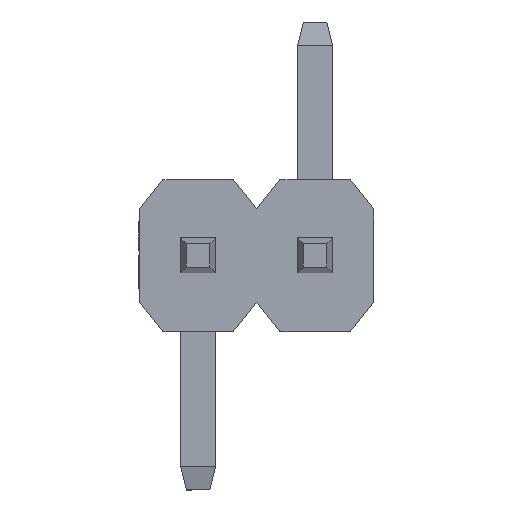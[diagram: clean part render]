
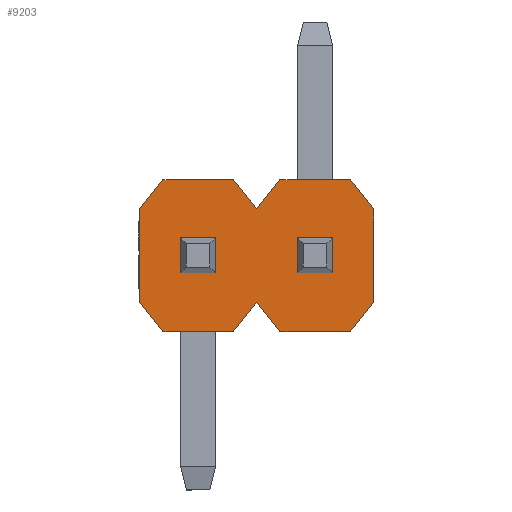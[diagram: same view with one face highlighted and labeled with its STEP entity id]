
A CAD part, top view. The second image highlights one B-rep face of the part: STEP entity #9203.
In plain terms, the highlighted planar face has unit normal (0, 0, 1).
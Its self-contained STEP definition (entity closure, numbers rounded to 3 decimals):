
#536 = CARTESIAN_POINT ( 'NONE',  ( 0.5, -1.05, 1. ) ) ;
#537 = ORIENTED_EDGE ( 'NONE', *, *, #3792, .T. ) ;
#1047 = VERTEX_POINT ( 'NONE', #1257 ) ;
#1093 = CARTESIAN_POINT ( 'NONE',  ( -0.5, -1.05, 1. ) ) ;
#1154 = LINE ( 'NONE', #8298, #4180 ) ;
#1224 = CARTESIAN_POINT ( 'NONE',  ( 0.5, -1.05, 1. ) ) ;
#1255 = VECTOR ( 'NONE', #8531, 1000. ) ;
#1257 = CARTESIAN_POINT ( 'NONE',  ( 0.5, -0.25, 1. ) ) ;
#1384 = VECTOR ( 'NONE', #9826, 1000. ) ;
#1446 = EDGE_CURVE ( 'NONE', #7401, #11401, #2789, .T. ) ;
#1525 = CARTESIAN_POINT ( 'NONE',  ( -1.3, -1.3, 1. ) ) ;
#1579 = ORIENTED_EDGE ( 'NONE', *, *, #1966, .T. ) ;
#1638 = VERTEX_POINT ( 'NONE', #4456 ) ;
#1770 = ORIENTED_EDGE ( 'NONE', *, *, #1446, .T. ) ;
#1836 = CARTESIAN_POINT ( 'NONE',  ( -0.3, -1.3, 1. ) ) ;
#1920 = PLANE ( 'NONE',  #2530 ) ;
#1966 = EDGE_CURVE ( 'NONE', #6789, #6004, #7744, .T. ) ;
#2100 = VERTEX_POINT ( 'NONE', #10706 ) ;
#2361 = CARTESIAN_POINT ( 'NONE',  ( -1.3, 0., 1. ) ) ;
#2371 = LINE ( 'NONE', #4588, #4475 ) ;
#2530 = AXIS2_PLACEMENT_3D ( 'NONE', #7935, #13109, #12019 ) ;
#2645 = DIRECTION ( 'NONE',  ( -1., 0., 0. ) ) ;
#2789 = LINE ( 'NONE', #9885, #1384 ) ;
#3000 = CARTESIAN_POINT ( 'NONE',  ( -1.5, -1.05, 1. ) ) ;
#3275 = EDGE_CURVE ( 'NONE', #12886, #8279, #2371, .T. ) ;
#3439 = VECTOR ( 'NONE', #8828, 1000. ) ;
#3481 = LINE ( 'NONE', #6543, #8893 ) ;
#3595 = CARTESIAN_POINT ( 'NONE',  ( 0.3, 0., 1. ) ) ;
#3641 = ORIENTED_EDGE ( 'NONE', *, *, #7625, .T. ) ;
#3685 = VERTEX_POINT ( 'NONE', #2361 ) ;
#3692 = CARTESIAN_POINT ( 'NONE',  ( -0.3, 0., 1. ) ) ;
#3792 = EDGE_CURVE ( 'NONE', #6004, #12886, #13080, .T. ) ;
#3867 = LINE ( 'NONE', #6799, #11661 ) ;
#4180 = VECTOR ( 'NONE', #8435, 1000. ) ;
#4456 = CARTESIAN_POINT ( 'NONE',  ( -1.5, -0.25, 1. ) ) ;
#4463 = DIRECTION ( 'NONE',  ( -0.625, 0.781, 0. ) ) ;
#4475 = VECTOR ( 'NONE', #4463, 1000. ) ;
#4548 = VECTOR ( 'NONE', #7278, 1000. ) ;
#4588 = CARTESIAN_POINT ( 'NONE',  ( -0.7, 0., 1. ) ) ;
#4592 = LINE ( 'NONE', #3595, #1255 ) ;
#4754 = EDGE_CURVE ( 'NONE', #1638, #7401, #7020, .T. ) ;
#5147 = LINE ( 'NONE', #1093, #4548 ) ;
#5275 = CARTESIAN_POINT ( 'NONE',  ( -0.7, 0., 1. ) ) ;
#5520 = CARTESIAN_POINT ( 'NONE',  ( -0.3, -1.3, 1. ) ) ;
#5532 = DIRECTION ( 'NONE',  ( 0.625, 0.781, 0. ) ) ;
#5591 = VERTEX_POINT ( 'NONE', #9103 ) ;
#5849 = LINE ( 'NONE', #11831, #7347 ) ;
#6004 = VERTEX_POINT ( 'NONE', #7739 ) ;
#6171 = ORIENTED_EDGE ( 'NONE', *, *, #10701, .T. ) ;
#6317 = ORIENTED_EDGE ( 'NONE', *, *, #8053, .T. ) ;
#6474 = VERTEX_POINT ( 'NONE', #9250 ) ;
#6496 = ORIENTED_EDGE ( 'NONE', *, *, #7242, .T. ) ;
#6543 = CARTESIAN_POINT ( 'NONE',  ( -0.7, 0., 1. ) ) ;
#6678 = CARTESIAN_POINT ( 'NONE',  ( 0.3, 0., 1. ) ) ;
#6757 = ORIENTED_EDGE ( 'NONE', *, *, #3275, .T. ) ;
#6789 = VERTEX_POINT ( 'NONE', #8795 ) ;
#6799 = CARTESIAN_POINT ( 'NONE',  ( -1.3, -1.3, 1. ) ) ;
#6887 = ORIENTED_EDGE ( 'NONE', *, *, #12831, .T. ) ;
#7020 = LINE ( 'NONE', #11019, #8954 ) ;
#7149 = EDGE_CURVE ( 'NONE', #6474, #2100, #5147, .T. ) ;
#7186 = ORIENTED_EDGE ( 'NONE', *, *, #4754, .T. ) ;
#7242 = EDGE_CURVE ( 'NONE', #10271, #1047, #12793, .T. ) ;
#7278 = DIRECTION ( 'NONE',  ( 0.625, 0.781, 0. ) ) ;
#7347 = VECTOR ( 'NONE', #11778, 1000. ) ;
#7401 = VERTEX_POINT ( 'NONE', #3000 ) ;
#7625 = EDGE_CURVE ( 'NONE', #5591, #10271, #9413, .T. ) ;
#7739 = CARTESIAN_POINT ( 'NONE',  ( -0.3, 0., 1. ) ) ;
#7744 = LINE ( 'NONE', #6678, #13165 ) ;
#7935 = CARTESIAN_POINT ( 'NONE',  ( 0., 0., 1. ) ) ;
#7991 = DIRECTION ( 'NONE',  ( 1., 0., 0. ) ) ;
#8053 = EDGE_CURVE ( 'NONE', #3685, #1638, #1154, .T. ) ;
#8279 = VERTEX_POINT ( 'NONE', #5275 ) ;
#8298 = CARTESIAN_POINT ( 'NONE',  ( -1.3, 0., 1. ) ) ;
#8394 = ORIENTED_EDGE ( 'NONE', *, *, #11428, .T. ) ;
#8435 = DIRECTION ( 'NONE',  ( -0.625, -0.781, 0. ) ) ;
#8531 = DIRECTION ( 'NONE',  ( -0.625, 0.781, 0. ) ) ;
#8638 = EDGE_CURVE ( 'NONE', #1047, #6789, #4592, .T. ) ;
#8795 = CARTESIAN_POINT ( 'NONE',  ( 0.3, 0., 1. ) ) ;
#8828 = DIRECTION ( 'NONE',  ( -0.625, -0.781, 0. ) ) ;
#8893 = VECTOR ( 'NONE', #12660, 1000. ) ;
#8954 = VECTOR ( 'NONE', #9993, 1000. ) ;
#8993 = LINE ( 'NONE', #1836, #12934 ) ;
#9103 = CARTESIAN_POINT ( 'NONE',  ( 0.3, -1.3, 1. ) ) ;
#9203 = ADVANCED_FACE ( 'NONE', ( #12167 ), #1920, .T. ) ;
#9250 = CARTESIAN_POINT ( 'NONE',  ( -0.7, -1.3, 1. ) ) ;
#9413 = LINE ( 'NONE', #536, #9880 ) ;
#9431 = ORIENTED_EDGE ( 'NONE', *, *, #11417, .T. ) ;
#9639 = ORIENTED_EDGE ( 'NONE', *, *, #8638, .T. ) ;
#9682 = CARTESIAN_POINT ( 'NONE',  ( -0.5, -0.25, 1. ) ) ;
#9753 = DIRECTION ( 'NONE',  ( 1., 0., 0. ) ) ;
#9826 = DIRECTION ( 'NONE',  ( 0.625, -0.781, 0. ) ) ;
#9880 = VECTOR ( 'NONE', #5532, 1000. ) ;
#9885 = CARTESIAN_POINT ( 'NONE',  ( -1.5, -1.05, 1. ) ) ;
#9993 = DIRECTION ( 'NONE',  ( 0., -1., 0. ) ) ;
#10271 = VERTEX_POINT ( 'NONE', #1224 ) ;
#10701 = EDGE_CURVE ( 'NONE', #11973, #5591, #8993, .T. ) ;
#10706 = CARTESIAN_POINT ( 'NONE',  ( -0.5, -1.05, 1. ) ) ;
#10721 = DIRECTION ( 'NONE',  ( 0., 1., 0. ) ) ;
#11019 = CARTESIAN_POINT ( 'NONE',  ( -1.5, -0.25, 1. ) ) ;
#11401 = VERTEX_POINT ( 'NONE', #1525 ) ;
#11417 = EDGE_CURVE ( 'NONE', #11401, #6474, #3867, .T. ) ;
#11428 = EDGE_CURVE ( 'NONE', #2100, #11973, #5849, .T. ) ;
#11661 = VECTOR ( 'NONE', #9753, 1000. ) ;
#11719 = CARTESIAN_POINT ( 'NONE',  ( 0.5, -0.25, 1. ) ) ;
#11778 = DIRECTION ( 'NONE',  ( 0.625, -0.781, 0. ) ) ;
#11831 = CARTESIAN_POINT ( 'NONE',  ( -0.5, -1.05, 1. ) ) ;
#11973 = VERTEX_POINT ( 'NONE', #5520 ) ;
#12019 = DIRECTION ( 'NONE',  ( 1., 0., 0. ) ) ;
#12167 = FACE_OUTER_BOUND ( 'NONE', #13068, .T. ) ;
#12660 = DIRECTION ( 'NONE',  ( -1., 0., 0. ) ) ;
#12689 = VECTOR ( 'NONE', #10721, 1000. ) ;
#12793 = LINE ( 'NONE', #11719, #12689 ) ;
#12831 = EDGE_CURVE ( 'NONE', #8279, #3685, #3481, .T. ) ;
#12874 = ORIENTED_EDGE ( 'NONE', *, *, #7149, .T. ) ;
#12886 = VERTEX_POINT ( 'NONE', #9682 ) ;
#12934 = VECTOR ( 'NONE', #7991, 1000. ) ;
#13068 = EDGE_LOOP ( 'NONE', ( #537, #6757, #6887, #6317, #7186, #1770, #9431, #12874, #8394, #6171, #3641, #6496, #9639, #1579 ) ) ;
#13080 = LINE ( 'NONE', #3692, #3439 ) ;
#13109 = DIRECTION ( 'NONE',  ( 0., 0., 1. ) ) ;
#13165 = VECTOR ( 'NONE', #2645, 1000. ) ;
